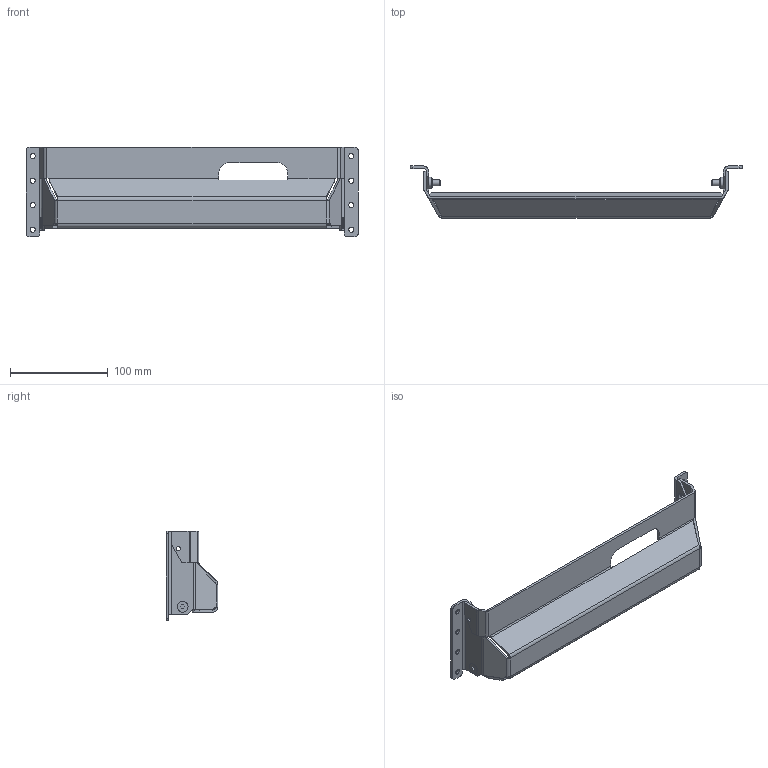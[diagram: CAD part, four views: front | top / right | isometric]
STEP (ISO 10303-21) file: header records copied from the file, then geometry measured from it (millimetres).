
FILE_DESCRIPTION(/* description */ (''),/* implementation_level */ '2;1');
FILE_NAME(/* name */ '70CWC0000076_B.stp',/* time_stamp */ '2024-01-22T09:57:04+02:00',/* author */ (''),/* organization */ (''),/* preprocessor_version */ 'ST-DEVELOPER v16.7',/* originating_system */ 'SIEMENS PLM Software NX 1892',/* authorisation */ '');
FILE_SCHEMA (('AUTOMOTIVE_DESIGN { 1 0 10303 214 3 1 1 1 }'));
Length unit declared in the file: millimetre
Products named in the file (4): 172F1715; PEM-S-M6; 70CWC0000076_MODEL; 70CWC0000076_dwg
Assembly tree (5 placements, depth 3):
  70CWC0000076_dwg
    70CWC0000076_MODEL
      PEM-S-M6  x2
      172F1715  x2
Bounding box: 338.8 x 53 x 91.84 mm (x, y, z)
Volume: 104205.6 mm3; surface area: 88688.6 mm2
Topology: 5 solids, 5 shells, 193 faces, 497 edges, 318 vertices
Faces by surface type: plane 110, cylinder 69, cone 14
Full cylindrical faces by diameter (mm): 4.5 x9, 4.917 x2, 5.2 x8, 5.5 x2, 6 x2, 8.72 x2, 8.75 x2, 10.551 x2, 11 x2, 11.05 x2
Entity records: 5194 total; most frequent: CARTESIAN_POINT 909, DIRECTION 870, ORIENTED_EDGE 814, EDGE_CURVE 407, AXIS2_PLACEMENT_3D 302, VERTEX_POINT 281, LINE 266, VECTOR 266
